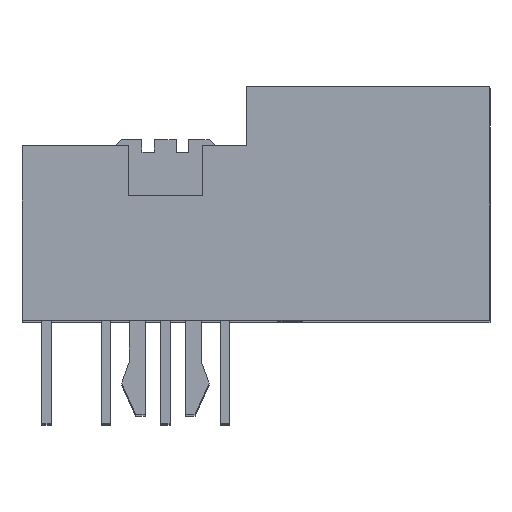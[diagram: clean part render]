
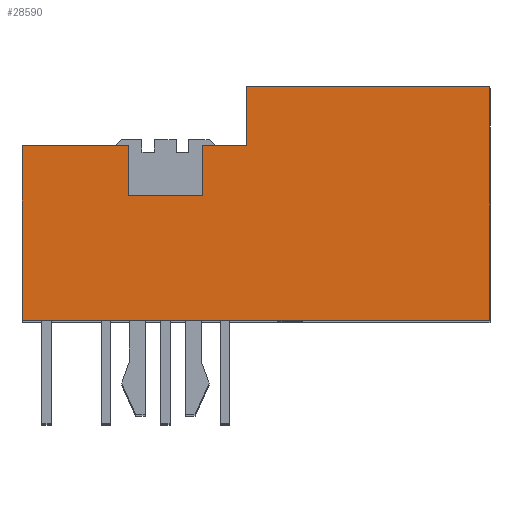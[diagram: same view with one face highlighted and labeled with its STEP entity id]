
A CAD part, top view. The second image highlights one B-rep face of the part: STEP entity #28590.
In plain terms, the highlighted face is planar.
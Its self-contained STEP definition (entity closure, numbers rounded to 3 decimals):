
#14920=CARTESIAN_POINT('',(9.554,1.721,-75.345));
#14930=VERTEX_POINT('',#14920);
#15010=CARTESIAN_POINT('',(9.554,0.121,-75.345));
#15020=VERTEX_POINT('',#15010);
#15050=CARTESIAN_POINT('',(9.554,-1.879,-75.345));
#15060=DIRECTION('',(0.,-1.,0.));
#15070=VECTOR('',#15060,1.);
#15080=LINE('',#15050,#15070);
#15090=EDGE_CURVE('',#14930,#15020,#15080,.T.);
#19650=CARTESIAN_POINT('',(5.754,1.721,-75.345));
#19660=VERTEX_POINT('',#19650);
#19830=CARTESIAN_POINT('',(5.754,3.621,-75.345));
#19840=VERTEX_POINT('',#19830);
#19870=CARTESIAN_POINT('',(5.754,3.621,-75.345));
#19880=DIRECTION('',(0.,-1.,0.));
#19890=VECTOR('',#19880,1.);
#19900=LINE('',#19870,#19890);
#19910=EDGE_CURVE('',#19840,#19660,#19900,.T.);
#22550=CARTESIAN_POINT('',(5.754,1.721,-75.345));
#22560=DIRECTION('',(1.,0.,0.));
#22570=VECTOR('',#22560,1.);
#22580=LINE('',#22550,#22570);
#22590=CARTESIAN_POINT('',(7.164,1.721,-75.345));
#22600=VERTEX_POINT('',#22590);
#22610=EDGE_CURVE('',#19660,#22600,#22580,.T.);
#28010=CARTESIAN_POINT('',(12.464,-1.879,-75.345));
#28020=DIRECTION('',(0.,0.,-1.));
#28030=DIRECTION('',(-1.,0.,0.));
#28040=AXIS2_PLACEMENT_3D('',#28010,#28020,#28030);
#28050=PLANE('',#28040);
#28060=CARTESIAN_POINT('',(7.164,-1.879,-75.345));
#28070=DIRECTION('',(0.,1.,0.));
#28080=VECTOR('',#28070,1.);
#28090=LINE('',#28060,#28080);
#28100=CARTESIAN_POINT('',(7.164,0.121,-75.345));
#28110=VERTEX_POINT('',#28100);
#28120=EDGE_CURVE('',#28110,#22600,#28090,.T.);
#28130=ORIENTED_EDGE('',*,*,#28120,.F.);
#28140=ORIENTED_EDGE('',*,*,#22610,.T.);
#28150=ORIENTED_EDGE('',*,*,#19910,.T.);
#28160=CARTESIAN_POINT('',(-2.046,3.621,-75.345));
#28170=DIRECTION('',(1.,0.,0.));
#28180=VECTOR('',#28170,1.);
#28190=LINE('',#28160,#28180);
#28200=CARTESIAN_POINT('',(-2.046,3.621,-75.345));
#28210=VERTEX_POINT('',#28200);
#28220=EDGE_CURVE('',#28210,#19840,#28190,.T.);
#28230=ORIENTED_EDGE('',*,*,#28220,.T.);
#28240=CARTESIAN_POINT('',(-2.046,0.464,-75.345))
;
#28250=DIRECTION('',(0.,-1.,0.));
#28260=VECTOR('',#28250,1.);
#28270=LINE('',#28240,#28260);
#28280=CARTESIAN_POINT('',(-2.046,-3.879,-75.345));
#28290=VERTEX_POINT('',#28280);
#28300=EDGE_CURVE('',#28210,#28290,#28270,.T.);
#28310=ORIENTED_EDGE('',*,*,#28300,.F.);
#28320=CARTESIAN_POINT('',(12.954,-3.879,-75.345));
#28330=DIRECTION('',(-1.,0.,0.));
#28340=VECTOR('',#28330,1.);
#28350=LINE('',#28320,#28340);
#28360=CARTESIAN_POINT('',(12.954,-3.879,-75.345));
#28370=VERTEX_POINT('',#28360);
#28380=EDGE_CURVE('',#28370,#28290,#28350,.T.);
#28390=ORIENTED_EDGE('',*,*,#28380,.T.);
#28400=CARTESIAN_POINT('',(12.954,0.464,-75.345));
#28410=DIRECTION('',(0.,1.,0.));
#28420=VECTOR('',#28410,1.);
#28430=LINE('',#28400,#28420);
#28440=CARTESIAN_POINT('',(12.954,1.721,-75.345));
#28450=VERTEX_POINT('',#28440);
#28460=EDGE_CURVE('',#28370,#28450,#28430,.T.);
#28470=ORIENTED_EDGE('',*,*,#28460,.F.);
#28480=EDGE_CURVE('',#14930,#28450,#22580,.T.);
#28490=ORIENTED_EDGE('',*,*,#28480,.T.);
#28500=ORIENTED_EDGE('',*,*,#15090,.F.);
#28510=CARTESIAN_POINT('',(0.796,0.121,-75.345))
;
#28520=DIRECTION('',(1.,0.,0.));
#28530=VECTOR('',#28520,1.);
#28540=LINE('',#28510,#28530);
#28550=EDGE_CURVE('',#28110,#15020,#28540,.T.);
#28560=ORIENTED_EDGE('',*,*,#28550,.T.);
#28570=EDGE_LOOP('',(#28560,#28500,#28490,#28470,#28390,#28310,#28230,
#28150,#28140,#28130));
#28580=FACE_OUTER_BOUND('',#28570,.T.);
#28590=ADVANCED_FACE('',(#28580),#28050,.T.);
